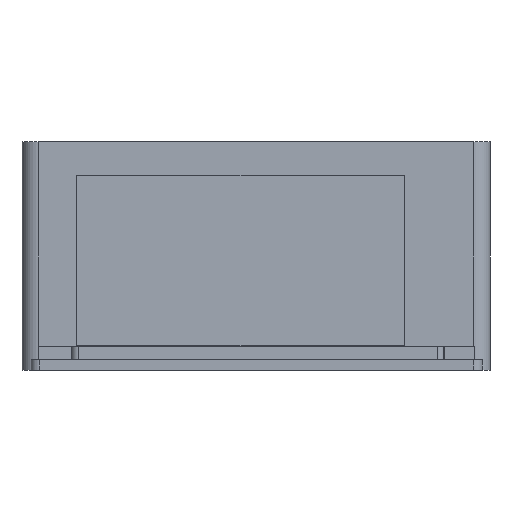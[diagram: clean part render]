
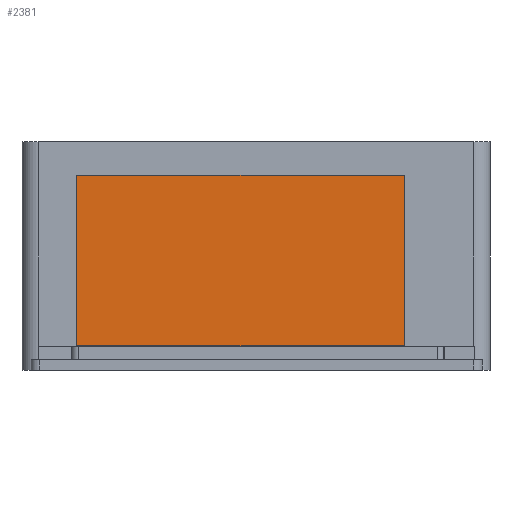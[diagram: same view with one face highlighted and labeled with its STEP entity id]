
A CAD part, front view. The second image highlights one B-rep face of the part: STEP entity #2381.
In plain terms, the highlighted planar face has unit normal (0, -1, 0).
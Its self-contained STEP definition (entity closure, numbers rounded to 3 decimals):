
#107=FACE_OUTER_BOUND('',#240,.T.);
#240=EDGE_LOOP('',(#1793,#1794,#1795,#1796));
#354=LINE('',#3463,#621);
#387=LINE('',#3589,#654);
#471=LINE('',#3820,#738);
#472=LINE('',#3821,#739);
#621=VECTOR('',#2750,1000.);
#654=VECTOR('',#2845,1000.);
#738=VECTOR('',#3035,1000.);
#739=VECTOR('',#3036,1000.);
#980=VERTEX_POINT('',#3460);
#981=VERTEX_POINT('',#3462);
#1042=VERTEX_POINT('',#3586);
#1043=VERTEX_POINT('',#3588);
#1218=EDGE_CURVE('',#980,#981,#354,.T.);
#1280=EDGE_CURVE('',#1043,#1042,#387,.T.);
#1397=EDGE_CURVE('',#980,#1043,#471,.F.);
#1398=EDGE_CURVE('',#1042,#981,#472,.T.);
#1793=ORIENTED_EDGE('',*,*,#1218,.F.);
#1794=ORIENTED_EDGE('',*,*,#1397,.T.);
#1795=ORIENTED_EDGE('',*,*,#1280,.T.);
#1796=ORIENTED_EDGE('',*,*,#1398,.T.);
#2294=PLANE('',#2599);
#2381=ADVANCED_FACE('',(#107),#2294,.T.);
#2599=AXIS2_PLACEMENT_3D('',#3819,#3033,#3034);
#2750=DIRECTION('',(1.,0.,0.));
#2845=DIRECTION('',(1.,0.,0.));
#3033=DIRECTION('center_axis',(0.,-1.,0.));
#3034=DIRECTION('ref_axis',(1.,0.,0.));
#3035=DIRECTION('',(0.,0.,1.));
#3036=DIRECTION('',(0.,0.,1.));
#3460=CARTESIAN_POINT('',(-27.791,7.029,32.158));
#3462=CARTESIAN_POINT('',(27.799,7.029,32.158));
#3463=CARTESIAN_POINT('',(-34.,7.029,32.158));
#3586=CARTESIAN_POINT('',(27.799,7.029,0.));
#3588=CARTESIAN_POINT('',(-27.791,7.029,0.));
#3589=CARTESIAN_POINT('',(-17.,7.029,0.));
#3819=CARTESIAN_POINT('Origin',(-34.,7.029,-2.));
#3820=CARTESIAN_POINT('',(-27.791,7.029,0.));
#3821=CARTESIAN_POINT('',(27.799,7.029,31.03));
